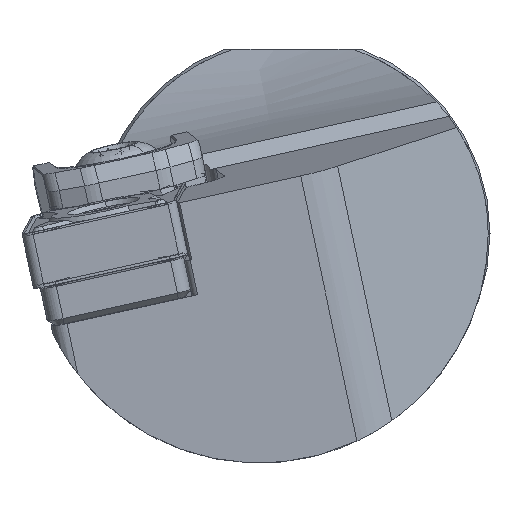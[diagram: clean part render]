
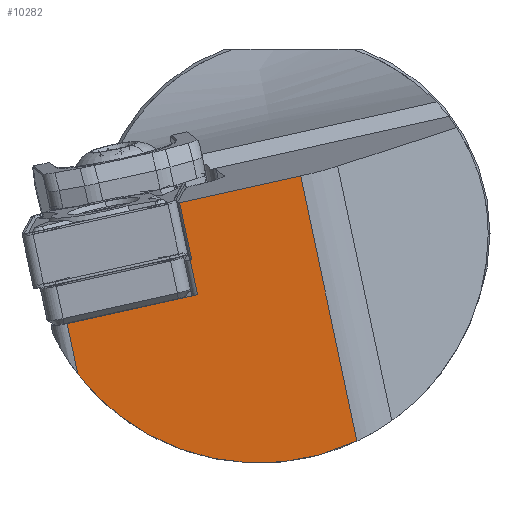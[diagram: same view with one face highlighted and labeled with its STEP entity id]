
A CAD part, left-side view. The second image highlights one B-rep face of the part: STEP entity #10282.
In plain terms, the highlighted planar face has unit normal (-0.991, -0.105, -0.084).
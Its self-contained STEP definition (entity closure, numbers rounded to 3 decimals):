
#340 = VERTEX_POINT ( 'NONE', #5833 ) ;
#394 = EDGE_CURVE ( 'NONE', #6980, #9720, #8257, .T. ) ;
#921 = CARTESIAN_POINT ( 'NONE',  ( -186.203, 63.216, 77.55 ) ) ;
#957 = VECTOR ( 'NONE', #9938, 1000. ) ;
#1122 = LINE ( 'NONE', #4443, #8628 ) ;
#1325 = ORIENTED_EDGE ( 'NONE', *, *, #394, .F. ) ;
#1415 = VECTOR ( 'NONE', #8836, 1000. ) ;
#1547 = CARTESIAN_POINT ( 'NONE',  ( -185.464, 61.754, 70.668 ) ) ;
#1669 = EDGE_CURVE ( 'NONE', #9244, #5568, #10117, .T. ) ;
#2162 = EDGE_LOOP ( 'NONE', ( #2987, #5842, #10125, #6083, #2798, #1325, #7245, #8499 ) ) ;
#2239 = LINE ( 'NONE', #921, #1415 ) ;
#2327 = CARTESIAN_POINT ( 'NONE',  ( -184.975, 52.021, 77.101 ) ) ;
#2335 = AXIS2_PLACEMENT_3D ( 'NONE', #6165, #6212, #7916 ) ;
#2408 = VERTEX_POINT ( 'NONE', #3154 ) ;
#2424 = EDGE_CURVE ( 'NONE', #9720, #340, #5922, .T. ) ;
#2484 = DIRECTION ( 'NONE',  ( 0.105, -0.207, -0.973 ) ) ;
#2545 = DIRECTION ( 'NONE',  ( -0.105, 0.207, 0.973 ) ) ;
#2798 = ORIENTED_EDGE ( 'NONE', *, *, #2424, .F. ) ;
#2803 = CARTESIAN_POINT ( 'NONE',  ( -182.59, 39.078, 65.217 ) ) ;
#2971 = DIRECTION ( 'NONE',  ( 0.085, -0.973, 0.216 ) ) ;
#2987 = ORIENTED_EDGE ( 'NONE', *, *, #6324, .F. ) ;
#3154 = CARTESIAN_POINT ( 'NONE',  ( -185.902, 62.621, 74.749 ) ) ;
#3563 = LINE ( 'NONE', #9206, #7938 ) ;
#3698 = VECTOR ( 'NONE', #2971, 1000. ) ;
#4164 = CARTESIAN_POINT ( 'NONE',  ( -226.004, 124.958, 469.251 ) ) ;
#4443 = CARTESIAN_POINT ( 'NONE',  ( -185.06, 45.448, 86.343 ) ) ;
#4512 = LINE ( 'NONE', #8674, #9040 ) ;
#4692 = CARTESIAN_POINT ( 'NONE',  ( -185.902, 62.621, 74.749 ) ) ;
#5251 = VECTOR ( 'NONE', #2484, 1000. ) ;
#5280 = PLANE ( 'NONE',  #2335 ) ;
#5568 = VERTEX_POINT ( 'NONE', #11129 ) ;
#5833 = CARTESIAN_POINT ( 'NONE',  ( -185.464, 61.754, 70.668 ) ) ;
#5842 = ORIENTED_EDGE ( 'NONE', *, *, #8381, .F. ) ;
#5922 =( BOUNDED_CURVE ( )  B_SPLINE_CURVE ( 3, ( #10137, #7343, #9288, #1547 ),
 .UNSPECIFIED., .F., .F. ) 
 B_SPLINE_CURVE_WITH_KNOTS ( ( 4, 4 ),
 ( 3.597, 4.952 ),
 .UNSPECIFIED. ) 
 CURVE ( )  GEOMETRIC_REPRESENTATION_ITEM ( )  RATIONAL_B_SPLINE_CURVE ( ( 1., 0.853, 0.853, 1. ) ) 
 REPRESENTATION_ITEM ( '' )  );
#6083 = ORIENTED_EDGE ( 'NONE', *, *, #9896, .T. ) ;
#6155 = LINE ( 'NONE', #4692, #3698 ) ;
#6165 = CARTESIAN_POINT ( 'NONE',  ( -227.802, 145.506, 464.691 ) ) ;
#6212 = DIRECTION ( 'NONE',  ( 0.991, 0.105, 0.084 ) ) ;
#6324 = EDGE_CURVE ( 'NONE', #10476, #9244, #2239, .T. ) ;
#6409 = CARTESIAN_POINT ( 'NONE',  ( -184.903, 43.653, 86.741 ) ) ;
#6847 = FACE_OUTER_BOUND ( 'NONE', #2162, .T. ) ;
#6964 = EDGE_CURVE ( 'NONE', #2408, #10065, #6155, .T. ) ;
#6980 = VERTEX_POINT ( 'NONE', #6409 ) ;
#7245 = ORIENTED_EDGE ( 'NONE', *, *, #7828, .F. ) ;
#7343 = CARTESIAN_POINT ( 'NONE',  ( -183.136, 47.32, 61.32 ) ) ;
#7828 = EDGE_CURVE ( 'NONE', #5568, #6980, #1122, .T. ) ;
#7916 = DIRECTION ( 'NONE',  ( 0., 0.624, -0.782 ) ) ;
#7938 = VECTOR ( 'NONE', #8234, 1000. ) ;
#8234 = DIRECTION ( 'NONE',  ( 0.105, -0.207, -0.973 ) ) ;
#8257 = LINE ( 'NONE', #4164, #5251 ) ;
#8381 = EDGE_CURVE ( 'NONE', #10065, #10476, #4512, .T. ) ;
#8499 = ORIENTED_EDGE ( 'NONE', *, *, #1669, .F. ) ;
#8628 = VECTOR ( 'NONE', #10554, 1000. ) ;
#8674 = CARTESIAN_POINT ( 'NONE',  ( -188.11, 58.224, 106.283 ) ) ;
#8836 = DIRECTION ( 'NONE',  ( 0.085, -0.973, 0.216 ) ) ;
#9040 = VECTOR ( 'NONE', #2545, 1000. ) ;
#9072 = CARTESIAN_POINT ( 'NONE',  ( -188.1, 58.111, 106.308 ) ) ;
#9206 = CARTESIAN_POINT ( 'NONE',  ( -227.802, 145.506, 464.691 ) ) ;
#9244 = VERTEX_POINT ( 'NONE', #9755 ) ;
#9288 = CARTESIAN_POINT ( 'NONE',  ( -184.259, 56.184, 63.451 ) ) ;
#9720 = VERTEX_POINT ( 'NONE', #2803 ) ;
#9755 = CARTESIAN_POINT ( 'NONE',  ( -185.266, 52.503, 79.928 ) ) ;
#9896 = EDGE_CURVE ( 'NONE', #2408, #340, #3563, .T. ) ;
#9938 = DIRECTION ( 'NONE',  ( -0.105, 0.207, 0.973 ) ) ;
#10065 = VERTEX_POINT ( 'NONE', #2327 ) ;
#10117 = LINE ( 'NONE', #9072, #957 ) ;
#10125 = ORIENTED_EDGE ( 'NONE', *, *, #6964, .F. ) ;
#10137 = CARTESIAN_POINT ( 'NONE',  ( -182.59, 39.078, 65.217 ) ) ;
#10282 = ADVANCED_FACE ( 'NONE', ( #6847 ), #5280, .F. ) ;
#10476 = VERTEX_POINT ( 'NONE', #11112 ) ;
#10554 = DIRECTION ( 'NONE',  ( 0.085, -0.973, 0.216 ) ) ;
#11112 = CARTESIAN_POINT ( 'NONE',  ( -185.276, 52.617, 79.903 ) ) ;
#11129 = CARTESIAN_POINT ( 'NONE',  ( -185.763, 53.488, 84.559 ) ) ;
